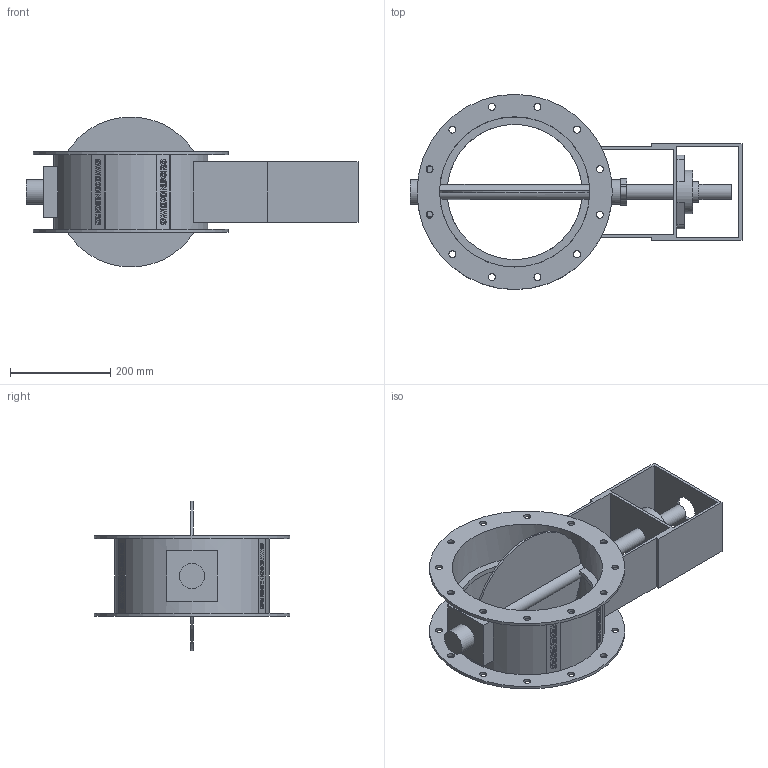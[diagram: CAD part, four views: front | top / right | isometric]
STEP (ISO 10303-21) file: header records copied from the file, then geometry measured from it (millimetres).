
FILE_DESCRIPTION(/* description */ ('SWEDENBORG – Quotation model (for reference)'),/* implementation_level */ '2;1');
FILE_NAME(/* name */ 'SWEDAMPER-S150-DN300.stp',/* time_stamp */ '2026-02-06T12:44:37+01:00',/* author */ ('HB'),/* organization */ (''),/* preprocessor_version */ 'ST-DEVELOPER v20',/* originating_system */ 'Autodesk Inventor 2025',/* authorisation */ '');
FILE_SCHEMA (('AUTOMOTIVE_DESIGN { 1 0 10303 214 3 1 1 }'));
Length unit declared in the file: millimetre
Products named in the file (1): OffGen_Rund1ax
Bounding box: 663 x 390 x 298.88 mm (x, y, z)
Volume: 3300960.6 mm3; surface area: 978489.9 mm2
Topology: 1 solids, 2 shells, 665 faces, 1774 edges, 1181 vertices
Faces by surface type: plane 439, bspline 168, cylinder 58
Full cylindrical faces by diameter (mm): 14 x24, 30 x3, 42 x1, 50 x3, 87 x1, 300 x2, 390 x2
Entity records: 22765 total; most frequent: CARTESIAN_POINT 6520, ORIENTED_EDGE 3548, DIRECTION 2531, EDGE_CURVE 1774, LINE 1297, VECTOR 1297, VERTEX_POINT 1181, EDGE_LOOP 793
